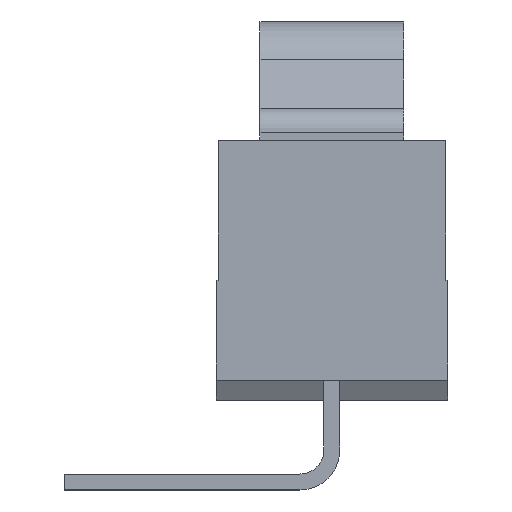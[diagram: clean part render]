
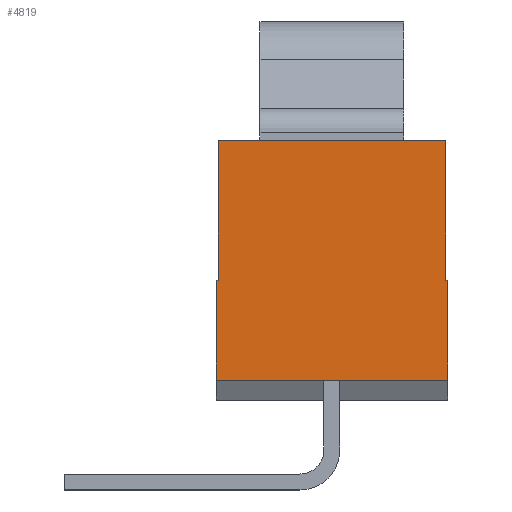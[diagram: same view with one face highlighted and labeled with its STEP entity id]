
A CAD part, left-side view. The second image highlights one B-rep face of the part: STEP entity #4819.
In plain terms, the highlighted planar face has unit normal (-1, 0, 0).
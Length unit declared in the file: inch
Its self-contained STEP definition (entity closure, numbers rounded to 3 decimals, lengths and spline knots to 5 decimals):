
#1176=CARTESIAN_POINT('',(-0.25197,0.11417,-0.09843));
#1177=VERTEX_POINT('',#1176);
#1192=CARTESIAN_POINT('',(-0.25197,-0.11417,-0.09843));
#1193=VERTEX_POINT('',#1192);
#1200=CARTESIAN_POINT('',(-0.25197,0.11417,-0.09843));
#1201=DIRECTION('',(0.0,-1.0,0.0));
#1202=VECTOR('',#1201,0.22835);
#1203=LINE('',#1200,#1202);
#1204=EDGE_CURVE('',#1177,#1193,#1203,.T.);
#2682=CARTESIAN_POINT('',(-0.25197,0.1122,0.0));
#2683=VERTEX_POINT('',#2682);
#2698=CARTESIAN_POINT('',(-0.25197,0.11417,0.0));
#2699=VERTEX_POINT('',#2698);
#2706=CARTESIAN_POINT('',(-0.25197,0.1122,0.0));
#2707=DIRECTION('',(0.0,1.0,0.0));
#2708=VECTOR('',#2707,0.00197);
#2709=LINE('',#2706,#2708);
#2710=EDGE_CURVE('',#2683,#2699,#2709,.T.);
#2720=CARTESIAN_POINT('',(-0.25197,-0.1122,0.0));
#2721=VERTEX_POINT('',#2720);
#2728=CARTESIAN_POINT('',(-0.25197,-0.11417,0.0));
#2729=VERTEX_POINT('',#2728);
#2730=CARTESIAN_POINT('',(-0.25197,-0.11417,0.0));
#2731=DIRECTION('',(0.0,1.0,0.0));
#2732=VECTOR('',#2731,0.00197);
#2733=LINE('',#2730,#2732);
#2734=EDGE_CURVE('',#2729,#2721,#2733,.T.);
#3187=CARTESIAN_POINT('',(-0.25197,0.11417,0.0));
#3188=DIRECTION('',(0.0,0.0,-1.0));
#3189=VECTOR('',#3188,0.09843);
#3190=LINE('',#3187,#3189);
#3191=EDGE_CURVE('',#2699,#1177,#3190,.T.);
#3253=CARTESIAN_POINT('',(-0.25197,-0.11417,0.0));
#3254=DIRECTION('',(0.0,0.0,-1.0));
#3255=VECTOR('',#3254,0.09843);
#3256=LINE('',#3253,#3255);
#3257=EDGE_CURVE('',#2729,#1193,#3256,.T.);
#4785=CARTESIAN_POINT('',(-0.25197,-0.12559,-0.11024));
#4786=DIRECTION('',(-1.0,0.0,0.0));
#4787=DIRECTION('',(0.0,0.0,1.0));
#4788=AXIS2_PLACEMENT_3D('',#4785,#4786,#4787);
#4789=PLANE('',#4788);
#4790=CARTESIAN_POINT('',(-0.25197,-0.1122,0.1378));
#4791=VERTEX_POINT('',#4790);
#4792=CARTESIAN_POINT('',(-0.25197,0.1122,0.1378));
#4793=VERTEX_POINT('',#4792);
#4794=CARTESIAN_POINT('',(-0.25197,-0.1122,0.1378));
#4795=DIRECTION('',(0.0,1.0,0.0));
#4796=VECTOR('',#4795,0.22441);
#4797=LINE('',#4794,#4796);
#4798=EDGE_CURVE('',#4791,#4793,#4797,.T.);
#4799=ORIENTED_EDGE('',*,*,#4798,.T.);
#4800=CARTESIAN_POINT('',(-0.25197,0.1122,0.0));
#4801=DIRECTION('',(0.0,0.0,1.0));
#4802=VECTOR('',#4801,0.1378);
#4803=LINE('',#4800,#4802);
#4804=EDGE_CURVE('',#2683,#4793,#4803,.T.);
#4805=ORIENTED_EDGE('',*,*,#4804,.F.);
#4806=ORIENTED_EDGE('',*,*,#2710,.T.);
#4807=ORIENTED_EDGE('',*,*,#3191,.T.);
#4808=ORIENTED_EDGE('',*,*,#1204,.T.);
#4809=ORIENTED_EDGE('',*,*,#3257,.F.);
#4810=ORIENTED_EDGE('',*,*,#2734,.T.);
#4811=CARTESIAN_POINT('',(-0.25197,-0.1122,0.0));
#4812=DIRECTION('',(0.0,0.0,1.0));
#4813=VECTOR('',#4812,0.1378);
#4814=LINE('',#4811,#4813);
#4815=EDGE_CURVE('',#2721,#4791,#4814,.T.);
#4816=ORIENTED_EDGE('',*,*,#4815,.T.);
#4817=EDGE_LOOP('',(#4799,#4805,#4806,#4807,#4808,#4809,#4810,#4816));
#4818=FACE_OUTER_BOUND('',#4817,.T.);
#4819=ADVANCED_FACE('',(#4818),#4789,.T.);
